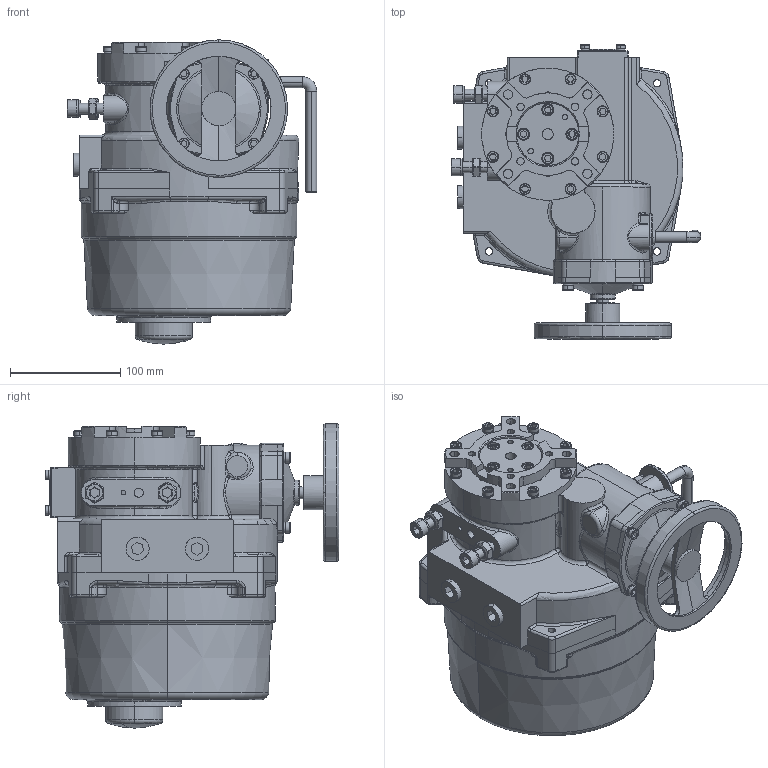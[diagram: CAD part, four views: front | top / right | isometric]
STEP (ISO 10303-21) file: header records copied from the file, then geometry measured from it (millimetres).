
FILE_DESCRIPTION (( 'STEP AP203' ), '1' );
FILE_NAME ('RCEL015.STEP', '2018-08-16T13:21:26', ( '' ), ( '' ), 'SwSTEP 2.0', 'SolidWorks 2018', '' );
FILE_SCHEMA (( 'CONFIG_CONTROL_DESIGN' ));
Length unit declared in the file: millimetre
Products named in the file (1): RCEL015
Bounding box: 226.69 x 267.1 x 276.5 mm (x, y, z)
Volume: 6676726.3 mm3; surface area: 296857.1 mm2
Topology: 1 solids, 14 shells, 1508 faces, 3684 edges, 2272 vertices
Faces by surface type: cylinder 584, plane 410, torus 292, bspline 108, sphere 59, cone 55
Entity records: 130080 total; most frequent: CARTESIAN_POINT 96867, ORIENTED_EDGE 7320, DIRECTION 6191, EDGE_CURVE 3660, AXIS2_PLACEMENT_3D 2443, VERTEX_POINT 2270, EDGE_LOOP 1632, FACE_OUTER_BOUND 1508
